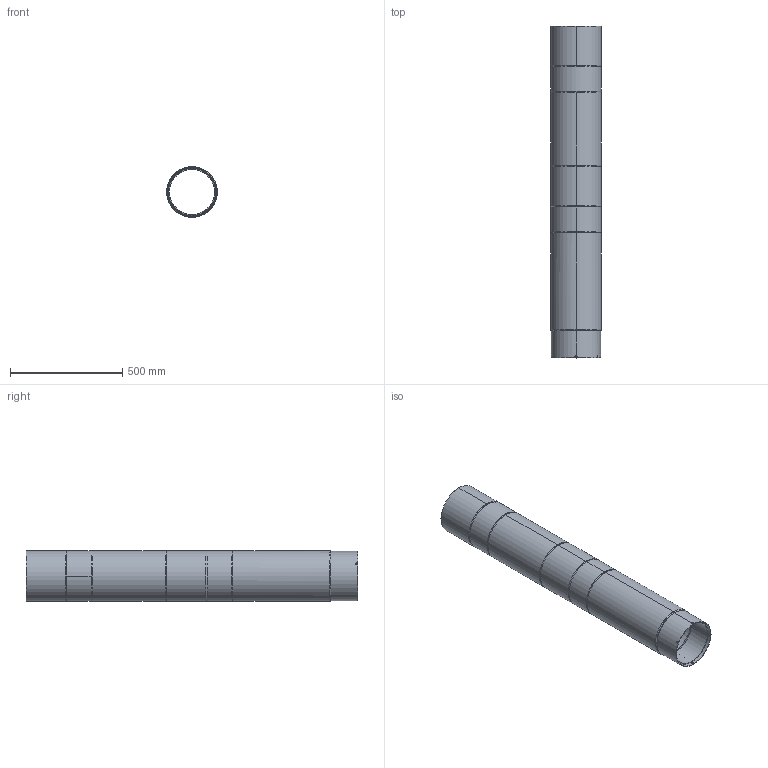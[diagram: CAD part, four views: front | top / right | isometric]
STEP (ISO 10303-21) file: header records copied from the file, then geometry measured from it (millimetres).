
FILE_DESCRIPTION (( 'STEP AP203' ), '1' );
FILE_NAME ('STACKING_D_STEP.STEP', '2016-01-27T15:23:19', ( 'admin' ), ( '' ), 'SwSTEP 2.0', 'SolidWorks 2015', '' );
FILE_SCHEMA (( 'CONFIG_CONTROL_DESIGN' ));
Length unit declared in the file: millimetre
Products named in the file (2): STACKING_D_STEP
Bounding box: 225 x 1475.57 x 225 mm (x, y, z)
Volume: 4976177.3 mm3; surface area: 2945171.4 mm2
Topology: 7 solids, 7 shells, 122 faces, 280 edges, 168 vertices
Faces by surface type: cylinder 54, bspline 48, plane 14, cone 6
Entity records: 4643 total; most frequent: CARTESIAN_POINT 1960, ORIENTED_EDGE 560, DIRECTION 512, EDGE_CURVE 280, AXIS2_PLACEMENT_3D 224, VERTEX_POINT 168, CIRCLE 148, EDGE_LOOP 140
